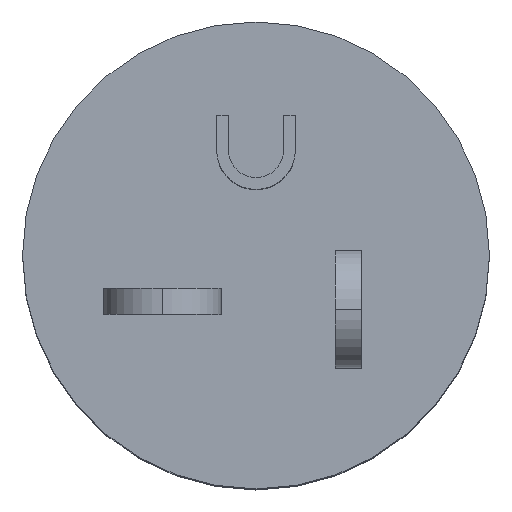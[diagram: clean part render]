
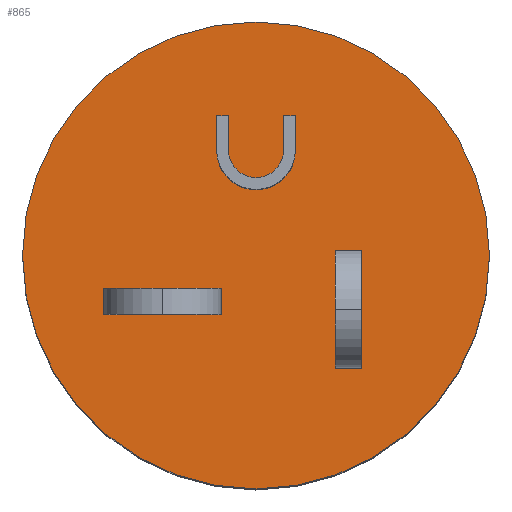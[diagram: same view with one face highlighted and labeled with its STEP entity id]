
A CAD part, top view. The second image highlights one B-rep face of the part: STEP entity #865.
In plain terms, the highlighted planar face has unit normal (0, 0, 1).
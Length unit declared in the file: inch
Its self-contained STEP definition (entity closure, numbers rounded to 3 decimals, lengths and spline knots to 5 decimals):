
#377 = EDGE_LOOP ( 'NONE', ( #1379, #1989 ) ) ;
#461 = VERTEX_POINT ( 'NONE', #1675 ) ;
#497 = CARTESIAN_POINT ( 'NONE',  ( -0.89, 0., 0. ) ) ;
#849 = CARTESIAN_POINT ( 'NONE',  ( 0., 0., 0. ) ) ;
#865 = ADVANCED_FACE ( 'NONE', ( #2796 ), #2407, .T. ) ;
#1054 = DIRECTION ( 'NONE',  ( 1., 0., 0. ) ) ;
#1055 = CARTESIAN_POINT ( 'NONE',  ( 0., 0., 0. ) ) ;
#1108 = DIRECTION ( 'NONE',  ( 1., 0., 0. ) ) ;
#1379 = ORIENTED_EDGE ( 'NONE', *, *, #1591, .T. ) ;
#1381 = DIRECTION ( 'NONE',  ( 0., 0., 1. ) ) ;
#1386 = DIRECTION ( 'NONE',  ( 0., 0., 1. ) ) ;
#1544 = AXIS2_PLACEMENT_3D ( 'NONE', #1055, #1381, #1995 ) ;
#1591 = EDGE_CURVE ( 'NONE', #461, #1746, #2011, .T. ) ;
#1635 = AXIS2_PLACEMENT_3D ( 'NONE', #2679, #1386, #1054 ) ;
#1675 = CARTESIAN_POINT ( 'NONE',  ( 0.89, 0., 0. ) ) ;
#1739 = AXIS2_PLACEMENT_3D ( 'NONE', #849, #2363, #1108 ) ;
#1746 = VERTEX_POINT ( 'NONE', #497 ) ;
#1989 = ORIENTED_EDGE ( 'NONE', *, *, #2631, .T. ) ;
#1995 = DIRECTION ( 'NONE',  ( 1., 0., 0. ) ) ;
#2011 = CIRCLE ( 'NONE', #1635, 0.89 ) ;
#2363 = DIRECTION ( 'NONE',  ( 0., 0., 1. ) ) ;
#2407 = PLANE ( 'NONE',  #1739 ) ;
#2631 = EDGE_CURVE ( 'NONE', #1746, #461, #4009, .T. ) ;
#2679 = CARTESIAN_POINT ( 'NONE',  ( 0., 0., 0. ) ) ;
#2796 = FACE_OUTER_BOUND ( 'NONE', #377, .T. ) ;
#4009 = CIRCLE ( 'NONE', #1544, 0.89 ) ;
